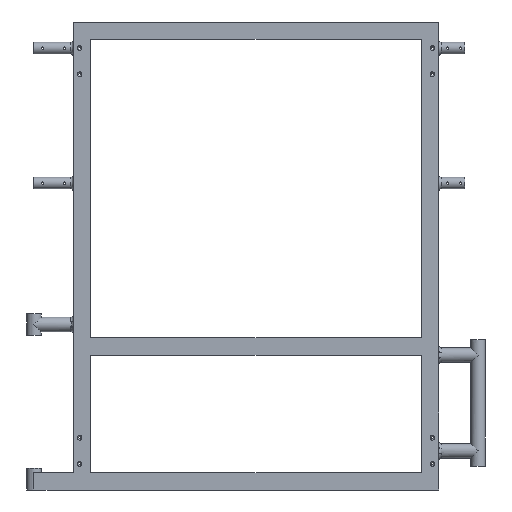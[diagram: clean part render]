
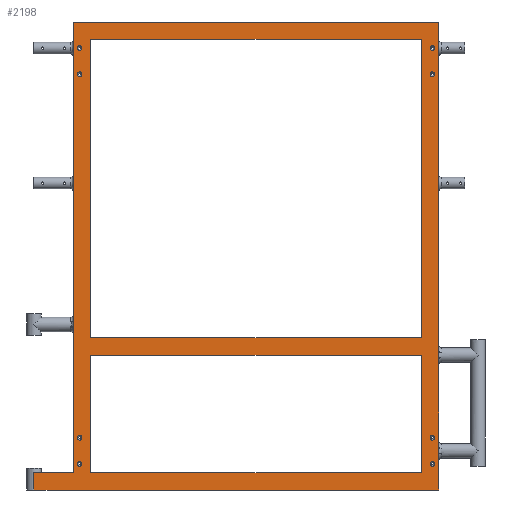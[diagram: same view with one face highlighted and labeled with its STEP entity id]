
A CAD part, left-side view. The second image highlights one B-rep face of the part: STEP entity #2198.
In plain terms, the highlighted planar face has unit normal (-1, 0, 0).
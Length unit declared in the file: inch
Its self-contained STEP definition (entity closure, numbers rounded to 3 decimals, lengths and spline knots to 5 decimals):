
#68=FACE_BOUND('',#605,.T.);
#69=FACE_BOUND('',#606,.T.);
#70=FACE_BOUND('',#607,.T.);
#71=FACE_BOUND('',#608,.T.);
#72=FACE_BOUND('',#609,.T.);
#73=FACE_BOUND('',#610,.T.);
#74=FACE_BOUND('',#611,.T.);
#75=FACE_BOUND('',#612,.T.);
#76=FACE_BOUND('',#613,.T.);
#77=FACE_BOUND('',#614,.T.);
#224=CIRCLE('',#2378,0.2655);
#225=CIRCLE('',#2379,0.2655);
#226=CIRCLE('',#2380,0.2655);
#227=CIRCLE('',#2381,0.2655);
#228=CIRCLE('',#2382,0.2655);
#229=CIRCLE('',#2383,0.2655);
#230=CIRCLE('',#2384,0.2655);
#231=CIRCLE('',#2385,0.2655);
#436=FACE_OUTER_BOUND('',#604,.T.);
#604=EDGE_LOOP('',(#1680,#1681,#1682,#1683,#1684,#1685,#1686,#1687,#1688,
#1689,#1690,#1691));
#605=EDGE_LOOP('',(#1692));
#606=EDGE_LOOP('',(#1693));
#607=EDGE_LOOP('',(#1694));
#608=EDGE_LOOP('',(#1695));
#609=EDGE_LOOP('',(#1696));
#610=EDGE_LOOP('',(#1697));
#611=EDGE_LOOP('',(#1698));
#612=EDGE_LOOP('',(#1699));
#613=EDGE_LOOP('',(#1700,#1701,#1702,#1703));
#614=EDGE_LOOP('',(#1704,#1705,#1706,#1707));
#901=LINE('',#3547,#1017);
#905=LINE('',#3559,#1021);
#906=LINE('',#3561,#1022);
#907=LINE('',#3563,#1023);
#908=LINE('',#3565,#1024);
#909=LINE('',#3567,#1025);
#910=LINE('',#3568,#1026);
#911=LINE('',#3570,#1027);
#912=LINE('',#3572,#1028);
#913=LINE('',#3574,#1029);
#914=LINE('',#3576,#1030);
#915=LINE('',#3577,#1031);
#916=LINE('',#3596,#1032);
#917=LINE('',#3598,#1033);
#918=LINE('',#3600,#1034);
#919=LINE('',#3601,#1035);
#920=LINE('',#3604,#1036);
#921=LINE('',#3606,#1037);
#922=LINE('',#3608,#1038);
#923=LINE('',#3609,#1039);
#1017=VECTOR('',#2716,46.5);
#1021=VECTOR('',#2726,42.);
#1022=VECTOR('',#2727,34.34208);
#1023=VECTOR('',#2728,0.81584);
#1024=VECTOR('',#2729,16.59208);
#1025=VECTOR('',#2730,4.5);
#1026=VECTOR('',#2731,2.);
#1027=VECTOR('',#2732,4.09208);
#1028=VECTOR('',#2733,0.81584);
#1029=VECTOR('',#2734,10.18416);
#1030=VECTOR('',#2735,0.81584);
#1031=VECTOR('',#2736,37.84208);
#1032=VECTOR('',#2753,13.5);
#1033=VECTOR('',#2754,38.);
#1034=VECTOR('',#2755,13.5);
#1035=VECTOR('',#2756,38.);
#1036=VECTOR('',#2757,38.);
#1037=VECTOR('',#2758,34.25);
#1038=VECTOR('',#2759,38.);
#1039=VECTOR('',#2760,34.25);
#1148=VERTEX_POINT('',#3545);
#1149=VERTEX_POINT('',#3546);
#1153=VERTEX_POINT('',#3557);
#1154=VERTEX_POINT('',#3558);
#1155=VERTEX_POINT('',#3560);
#1156=VERTEX_POINT('',#3562);
#1157=VERTEX_POINT('',#3564);
#1158=VERTEX_POINT('',#3566);
#1159=VERTEX_POINT('',#3569);
#1160=VERTEX_POINT('',#3571);
#1161=VERTEX_POINT('',#3573);
#1162=VERTEX_POINT('',#3575);
#1163=VERTEX_POINT('',#3578);
#1164=VERTEX_POINT('',#3580);
#1165=VERTEX_POINT('',#3582);
#1166=VERTEX_POINT('',#3584);
#1167=VERTEX_POINT('',#3586);
#1168=VERTEX_POINT('',#3588);
#1169=VERTEX_POINT('',#3590);
#1170=VERTEX_POINT('',#3592);
#1171=VERTEX_POINT('',#3594);
#1172=VERTEX_POINT('',#3595);
#1173=VERTEX_POINT('',#3597);
#1174=VERTEX_POINT('',#3599);
#1175=VERTEX_POINT('',#3602);
#1176=VERTEX_POINT('',#3603);
#1177=VERTEX_POINT('',#3605);
#1178=VERTEX_POINT('',#3607);
#1371=EDGE_CURVE('',#1148,#1149,#901,.T.);
#1377=EDGE_CURVE('',#1153,#1154,#905,.T.);
#1378=EDGE_CURVE('',#1155,#1154,#906,.T.);
#1379=EDGE_CURVE('',#1155,#1156,#907,.T.);
#1380=EDGE_CURVE('',#1157,#1156,#908,.T.);
#1381=EDGE_CURVE('',#1158,#1157,#909,.T.);
#1382=EDGE_CURVE('',#1149,#1158,#910,.T.);
#1383=EDGE_CURVE('',#1148,#1159,#911,.T.);
#1384=EDGE_CURVE('',#1159,#1160,#912,.T.);
#1385=EDGE_CURVE('',#1160,#1161,#913,.T.);
#1386=EDGE_CURVE('',#1161,#1162,#914,.T.);
#1387=EDGE_CURVE('',#1162,#1153,#915,.T.);
#1388=EDGE_CURVE('',#1163,#1163,#224,.T.);
#1389=EDGE_CURVE('',#1164,#1164,#225,.T.);
#1390=EDGE_CURVE('',#1165,#1165,#226,.T.);
#1391=EDGE_CURVE('',#1166,#1166,#227,.T.);
#1392=EDGE_CURVE('',#1167,#1167,#228,.T.);
#1393=EDGE_CURVE('',#1168,#1168,#229,.T.);
#1394=EDGE_CURVE('',#1169,#1169,#230,.T.);
#1395=EDGE_CURVE('',#1170,#1170,#231,.T.);
#1396=EDGE_CURVE('',#1171,#1172,#916,.T.);
#1397=EDGE_CURVE('',#1173,#1171,#917,.T.);
#1398=EDGE_CURVE('',#1173,#1174,#918,.T.);
#1399=EDGE_CURVE('',#1174,#1172,#919,.T.);
#1400=EDGE_CURVE('',#1175,#1176,#920,.T.);
#1401=EDGE_CURVE('',#1177,#1176,#921,.T.);
#1402=EDGE_CURVE('',#1178,#1177,#922,.T.);
#1403=EDGE_CURVE('',#1178,#1175,#923,.T.);
#1680=ORIENTED_EDGE('',*,*,#1377,.T.);
#1681=ORIENTED_EDGE('',*,*,#1378,.F.);
#1682=ORIENTED_EDGE('',*,*,#1379,.T.);
#1683=ORIENTED_EDGE('',*,*,#1380,.F.);
#1684=ORIENTED_EDGE('',*,*,#1381,.F.);
#1685=ORIENTED_EDGE('',*,*,#1382,.F.);
#1686=ORIENTED_EDGE('',*,*,#1371,.F.);
#1687=ORIENTED_EDGE('',*,*,#1383,.T.);
#1688=ORIENTED_EDGE('',*,*,#1384,.T.);
#1689=ORIENTED_EDGE('',*,*,#1385,.T.);
#1690=ORIENTED_EDGE('',*,*,#1386,.T.);
#1691=ORIENTED_EDGE('',*,*,#1387,.T.);
#1692=ORIENTED_EDGE('',*,*,#1388,.F.);
#1693=ORIENTED_EDGE('',*,*,#1389,.F.);
#1694=ORIENTED_EDGE('',*,*,#1390,.F.);
#1695=ORIENTED_EDGE('',*,*,#1391,.F.);
#1696=ORIENTED_EDGE('',*,*,#1392,.F.);
#1697=ORIENTED_EDGE('',*,*,#1393,.F.);
#1698=ORIENTED_EDGE('',*,*,#1394,.F.);
#1699=ORIENTED_EDGE('',*,*,#1395,.F.);
#1700=ORIENTED_EDGE('',*,*,#1396,.F.);
#1701=ORIENTED_EDGE('',*,*,#1397,.F.);
#1702=ORIENTED_EDGE('',*,*,#1398,.T.);
#1703=ORIENTED_EDGE('',*,*,#1399,.T.);
#1704=ORIENTED_EDGE('',*,*,#1400,.T.);
#1705=ORIENTED_EDGE('',*,*,#1401,.F.);
#1706=ORIENTED_EDGE('',*,*,#1402,.F.);
#1707=ORIENTED_EDGE('',*,*,#1403,.T.);
#2128=PLANE('',#2377);
#2198=ADVANCED_FACE('',(#436,#68,#69,#70,#71,#72,#73,#74,#75,#76,#77),#2128,
 .T.);
#2377=AXIS2_PLACEMENT_3D('',#3556,#2724,#2725);
#2378=AXIS2_PLACEMENT_3D('',#3579,#2737,#2738);
#2379=AXIS2_PLACEMENT_3D('',#3581,#2739,#2740);
#2380=AXIS2_PLACEMENT_3D('',#3583,#2741,#2742);
#2381=AXIS2_PLACEMENT_3D('',#3585,#2743,#2744);
#2382=AXIS2_PLACEMENT_3D('',#3587,#2745,#2746);
#2383=AXIS2_PLACEMENT_3D('',#3589,#2747,#2748);
#2384=AXIS2_PLACEMENT_3D('',#3591,#2749,#2750);
#2385=AXIS2_PLACEMENT_3D('',#3593,#2751,#2752);
#2716=DIRECTION('',(0.,1.,0.));
#2724=DIRECTION('center_axis',(-1.,0.,0.));
#2725=DIRECTION('ref_axis',(0.,0.,1.));
#2726=DIRECTION('',(0.,1.,0.));
#2727=DIRECTION('',(0.,0.,1.));
#2728=DIRECTION('',(0.,0.,-1.));
#2729=DIRECTION('',(0.,0.,1.));
#2730=DIRECTION('',(0.,-1.,0.));
#2731=DIRECTION('',(0.,0.,1.));
#2732=DIRECTION('',(0.,0.,1.));
#2733=DIRECTION('',(0.,0.,1.));
#2734=DIRECTION('',(0.,0.,1.));
#2735=DIRECTION('',(0.,0.,1.));
#2736=DIRECTION('',(0.,0.,1.));
#2737=DIRECTION('center_axis',(-1.,0.,0.));
#2738=DIRECTION('ref_axis',(0.,0.,-1.));
#2739=DIRECTION('center_axis',(-1.,0.,0.));
#2740=DIRECTION('ref_axis',(0.,0.,-1.));
#2741=DIRECTION('center_axis',(-1.,0.,0.));
#2742=DIRECTION('ref_axis',(0.,0.,-1.));
#2743=DIRECTION('center_axis',(-1.,0.,0.));
#2744=DIRECTION('ref_axis',(0.,0.,-1.));
#2745=DIRECTION('center_axis',(-1.,0.,0.));
#2746=DIRECTION('ref_axis',(0.,0.,-1.));
#2747=DIRECTION('center_axis',(-1.,0.,0.));
#2748=DIRECTION('ref_axis',(0.,0.,-1.));
#2749=DIRECTION('center_axis',(-1.,0.,0.));
#2750=DIRECTION('ref_axis',(0.,0.,-1.));
#2751=DIRECTION('center_axis',(-1.,0.,0.));
#2752=DIRECTION('ref_axis',(0.,0.,-1.));
#2753=DIRECTION('',(0.,0.,-1.));
#2754=DIRECTION('',(0.,1.,0.));
#2755=DIRECTION('',(0.,0.,-1.));
#2756=DIRECTION('',(0.,1.,0.));
#2757=DIRECTION('',(0.,1.,0.));
#2758=DIRECTION('',(0.,0.,-1.));
#2759=DIRECTION('',(0.,1.,0.));
#2760=DIRECTION('',(0.,0.,-1.));
#3545=CARTESIAN_POINT('',(-21.,-21.,0.));
#3546=CARTESIAN_POINT('',(-21.,25.5,0.));
#3547=CARTESIAN_POINT('',(-21.,-21.,0.));
#3556=CARTESIAN_POINT('Origin',(-21.,-21.,1.23324));
#3557=CARTESIAN_POINT('',(-21.,-21.,53.75));
#3558=CARTESIAN_POINT('',(-21.,21.,53.75));
#3559=CARTESIAN_POINT('',(-21.,-21.,53.75));
#3560=CARTESIAN_POINT('',(-21.,21.,19.40792));
#3561=CARTESIAN_POINT('',(-21.,21.,19.40792));
#3562=CARTESIAN_POINT('',(-21.,21.,18.59208));
#3563=CARTESIAN_POINT('',(-21.,21.,19.40792));
#3564=CARTESIAN_POINT('',(-21.,21.,2.));
#3565=CARTESIAN_POINT('',(-21.,21.,2.));
#3566=CARTESIAN_POINT('',(-21.,25.5,2.));
#3567=CARTESIAN_POINT('',(-21.,25.5,2.));
#3568=CARTESIAN_POINT('',(-21.,25.5,0.));
#3569=CARTESIAN_POINT('',(-21.,-21.,4.09208));
#3570=CARTESIAN_POINT('',(-21.,-21.,0.));
#3571=CARTESIAN_POINT('',(-21.,-21.,4.90792));
#3572=CARTESIAN_POINT('',(-21.,-21.,4.09208));
#3573=CARTESIAN_POINT('',(-21.,-21.,15.09208));
#3574=CARTESIAN_POINT('',(-21.,-21.,4.90792));
#3575=CARTESIAN_POINT('',(-21.,-21.,15.90792));
#3576=CARTESIAN_POINT('',(-21.,-21.,15.09208));
#3577=CARTESIAN_POINT('',(-21.,-21.,15.90792));
#3578=CARTESIAN_POINT('',(-21.,-20.25,50.4845));
#3579=CARTESIAN_POINT('Origin',(-21.,-20.25,50.75));
#3580=CARTESIAN_POINT('',(-21.,-20.25,47.4845));
#3581=CARTESIAN_POINT('Origin',(-21.,-20.25,47.75));
#3582=CARTESIAN_POINT('',(-21.,-20.25,5.7345));
#3583=CARTESIAN_POINT('Origin',(-21.,-20.25,6.));
#3584=CARTESIAN_POINT('',(-21.,-20.25,2.7345));
#3585=CARTESIAN_POINT('Origin',(-21.,-20.25,3.));
#3586=CARTESIAN_POINT('',(-21.,20.25,2.7345));
#3587=CARTESIAN_POINT('Origin',(-21.,20.25,3.));
#3588=CARTESIAN_POINT('',(-21.,20.25,6.2655));
#3589=CARTESIAN_POINT('Origin',(-21.,20.25,6.));
#3590=CARTESIAN_POINT('',(-21.,20.25,48.0155));
#3591=CARTESIAN_POINT('Origin',(-21.,20.25,47.75));
#3592=CARTESIAN_POINT('',(-21.,20.25,51.0155));
#3593=CARTESIAN_POINT('Origin',(-21.,20.25,50.75));
#3594=CARTESIAN_POINT('',(-21.,19.,15.5));
#3595=CARTESIAN_POINT('',(-21.,19.,2.));
#3596=CARTESIAN_POINT('',(-21.,19.,15.5));
#3597=CARTESIAN_POINT('',(-21.,-19.,15.5));
#3598=CARTESIAN_POINT('',(-21.,-19.,15.5));
#3599=CARTESIAN_POINT('',(-21.,-19.,2.));
#3600=CARTESIAN_POINT('',(-21.,-19.,15.5));
#3601=CARTESIAN_POINT('',(-21.,-19.,2.));
#3602=CARTESIAN_POINT('',(-21.,-19.,17.5));
#3603=CARTESIAN_POINT('',(-21.,19.,17.5));
#3604=CARTESIAN_POINT('',(-21.,-19.,17.5));
#3605=CARTESIAN_POINT('',(-21.,19.,51.75));
#3606=CARTESIAN_POINT('',(-21.,19.,51.75));
#3607=CARTESIAN_POINT('',(-21.,-19.,51.75));
#3608=CARTESIAN_POINT('',(-21.,-19.,51.75));
#3609=CARTESIAN_POINT('',(-21.,-19.,51.75));
